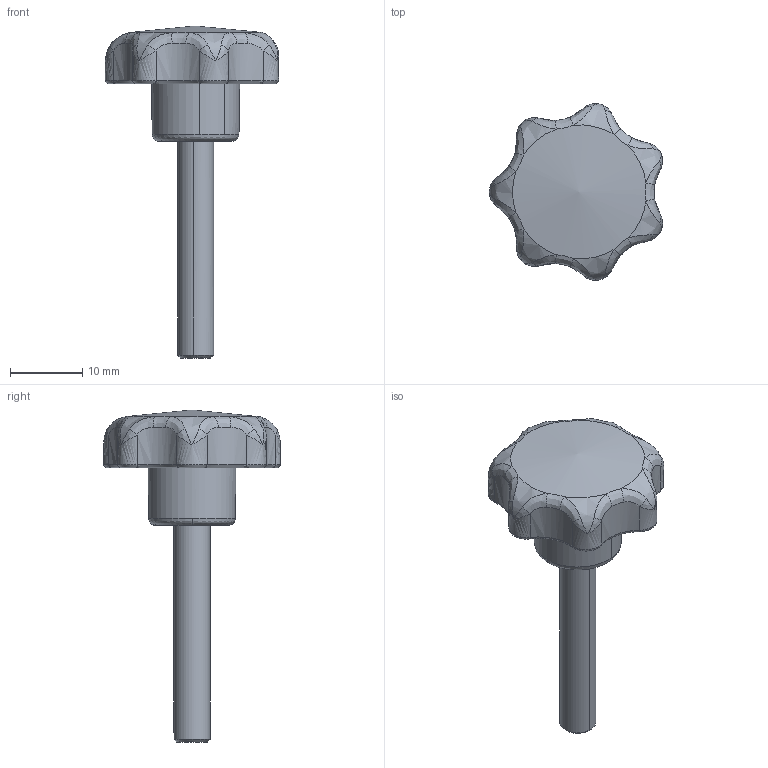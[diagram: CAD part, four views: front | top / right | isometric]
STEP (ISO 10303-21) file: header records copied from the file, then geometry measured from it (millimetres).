
FILE_DESCRIPTION((''),'2;1');
FILE_NAME('','2005-07-15T10:58:30',(''),(''),'','CADfix','');
FILE_SCHEMA(('AUTOMOTIVE_DESIGN'));
Length unit declared in the file: millimetre
Products named in the file (3): screw; knob; KSM_25_M5_30_8884_36
Assembly tree (2 placements, depth 2):
  KSM_25_M5_30_8884_36
    screw
    knob
Bounding box: 24.01 x 24.49 x 46 mm (x, y, z)
Volume: 3739.8 mm3; surface area: 2939.5 mm2
Topology: 2 solids, 2 shells, 125 faces, 327 edges, 197 vertices
Faces by surface type: bspline 125
Entity records: 6899 total; most frequent: CARTESIAN_POINT 5150, ORIENTED_EDGE 628, EDGE_CURVE 314, VERTEX_POINT 197, EDGE_LOOP 129, FACE_OUTER_BOUND 125, ADVANCED_FACE 125, B_SPLINE_CURVE_WITH_KNOTS 105
